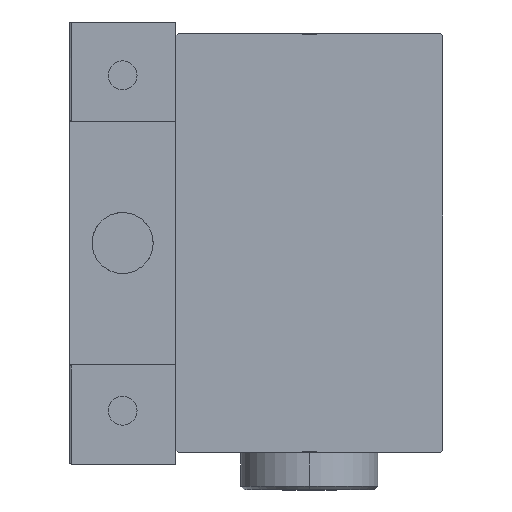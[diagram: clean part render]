
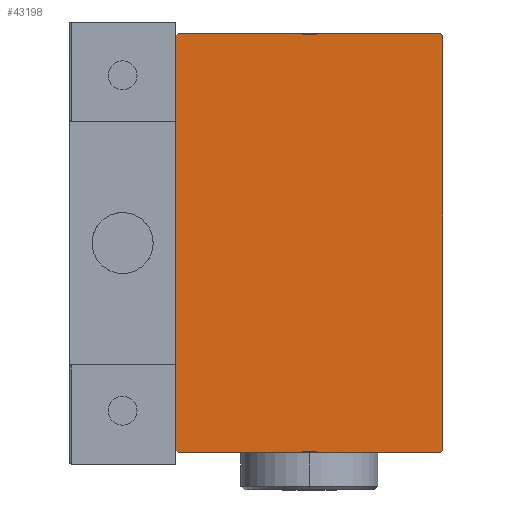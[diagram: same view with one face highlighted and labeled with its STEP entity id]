
A CAD part, left-side view. The second image highlights one B-rep face of the part: STEP entity #43198.
In plain terms, the highlighted face is planar.
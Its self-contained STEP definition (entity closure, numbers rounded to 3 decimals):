
#194 = VERTEX_POINT ( 'NONE', #8138 ) ;
#1655 = ORIENTED_EDGE ( 'NONE', *, *, #8744, .T. ) ;
#2798 = LINE ( 'NONE', #27741, #12825 ) ;
#3508 = EDGE_CURVE ( 'NONE', #194, #41643, #12259, .T. ) ;
#4740 = ORIENTED_EDGE ( 'NONE', *, *, #40803, .T. ) ;
#4991 = VECTOR ( 'NONE', #6470, 1000. ) ;
#6470 = DIRECTION ( 'NONE',  ( 0., 0., -1. ) ) ;
#6679 = DIRECTION ( 'NONE',  ( 0., 0.707, 0.707 ) ) ;
#6964 = EDGE_CURVE ( 'NONE', #38767, #49489, #18455, .T. ) ;
#7204 = CARTESIAN_POINT ( 'NONE',  ( 76., -17.5, -27.2 ) ) ;
#7227 = VERTEX_POINT ( 'NONE', #9670 ) ;
#7518 = VECTOR ( 'NONE', #40596, 1000. ) ;
#7846 = LINE ( 'NONE', #32020, #7518 ) ;
#8138 = CARTESIAN_POINT ( 'NONE',  ( 76., 17.5, -27.2 ) ) ;
#8744 = EDGE_CURVE ( 'NONE', #8852, #8932, #2798, .T. ) ;
#8852 = VERTEX_POINT ( 'NONE', #7204 ) ;
#8932 = VERTEX_POINT ( 'NONE', #38045 ) ;
#9498 = CARTESIAN_POINT ( 'NONE',  ( 76., 17.5, 27.2 ) ) ;
#9670 = CARTESIAN_POINT ( 'NONE',  ( 76., 17.2, -27.5 ) ) ;
#9795 = ORIENTED_EDGE ( 'NONE', *, *, #19519, .T. ) ;
#10145 = ORIENTED_EDGE ( 'NONE', *, *, #19504, .T. ) ;
#12259 = LINE ( 'NONE', #27371, #40220 ) ;
#12323 = EDGE_CURVE ( 'NONE', #7227, #194, #41548, .T. ) ;
#12825 = VECTOR ( 'NONE', #34774, 1000. ) ;
#15678 = DIRECTION ( 'NONE',  ( 0., 0., -1. ) ) ;
#18432 = LINE ( 'NONE', #34288, #38251 ) ;
#18455 = LINE ( 'NONE', #34313, #36973 ) ;
#18924 = CARTESIAN_POINT ( 'NONE',  ( 76., 17.2, 27.5 ) ) ;
#19071 = FACE_OUTER_BOUND ( 'NONE', #26942, .T. ) ;
#19325 = DIRECTION ( 'NONE',  ( 1., 0., 0. ) ) ;
#19504 = EDGE_CURVE ( 'NONE', #37655, #8852, #34556, .T. ) ;
#19519 = EDGE_CURVE ( 'NONE', #8932, #7227, #18432, .T. ) ;
#22856 = ORIENTED_EDGE ( 'NONE', *, *, #3508, .T. ) ;
#23104 = EDGE_CURVE ( 'NONE', #41643, #38767, #44649, .T. ) ;
#23270 = VECTOR ( 'NONE', #37093, 1000. ) ;
#24873 = CARTESIAN_POINT ( 'NONE',  ( 76., 22.35, 22.35 ) ) ;
#26942 = EDGE_LOOP ( 'NONE', ( #9795, #29232, #22856, #29353, #36887, #4740, #10145, #1655 ) ) ;
#27038 = DIRECTION ( 'NONE',  ( 0., -1., 0. ) ) ;
#27371 = CARTESIAN_POINT ( 'NONE',  ( 76., 17.5, -27.5 ) ) ;
#27741 = CARTESIAN_POINT ( 'NONE',  ( 76., -22.35, -22.35 ) ) ;
#29232 = ORIENTED_EDGE ( 'NONE', *, *, #12323, .T. ) ;
#29353 = ORIENTED_EDGE ( 'NONE', *, *, #23104, .T. ) ;
#32020 = CARTESIAN_POINT ( 'NONE',  ( 76., -22.35, 22.35 ) ) ;
#33988 = CARTESIAN_POINT ( 'NONE',  ( 76., 22.35, -22.35 ) ) ;
#34288 = CARTESIAN_POINT ( 'NONE',  ( 76., -17.5, -27.5 ) ) ;
#34313 = CARTESIAN_POINT ( 'NONE',  ( 76., 17.5, 27.5 ) ) ;
#34556 = LINE ( 'NONE', #46018, #4991 ) ;
#34774 = DIRECTION ( 'NONE',  ( 0., 0.707, -0.707 ) ) ;
#34941 = PLANE ( 'NONE',  #45820 ) ;
#35461 = CARTESIAN_POINT ( 'NONE',  ( 76., 0., 0. ) ) ;
#36887 = ORIENTED_EDGE ( 'NONE', *, *, #6964, .T. ) ;
#36973 = VECTOR ( 'NONE', #27038, 1000. ) ;
#37093 = DIRECTION ( 'NONE',  ( 0., -0.707, 0.707 ) ) ;
#37153 = CARTESIAN_POINT ( 'NONE',  ( 76., -17.2, 27.5 ) ) ;
#37655 = VERTEX_POINT ( 'NONE', #48279 ) ;
#38045 = CARTESIAN_POINT ( 'NONE',  ( 76., -17.2, -27.5 ) ) ;
#38251 = VECTOR ( 'NONE', #50186, 1000. ) ;
#38767 = VERTEX_POINT ( 'NONE', #18924 ) ;
#40220 = VECTOR ( 'NONE', #47407, 1000. ) ;
#40476 = VECTOR ( 'NONE', #6679, 1000. ) ;
#40596 = DIRECTION ( 'NONE',  ( 0., -0.707, -0.707 ) ) ;
#40803 = EDGE_CURVE ( 'NONE', #49489, #37655, #7846, .T. ) ;
#41548 = LINE ( 'NONE', #33988, #40476 ) ;
#41643 = VERTEX_POINT ( 'NONE', #9498 ) ;
#43198 = ADVANCED_FACE ( 'NONE', ( #19071 ), #34941, .T. ) ;
#44649 = LINE ( 'NONE', #24873, #23270 ) ;
#45820 = AXIS2_PLACEMENT_3D ( 'NONE', #35461, #19325, #15678 ) ;
#46018 = CARTESIAN_POINT ( 'NONE',  ( 76., -17.5, 27.5 ) ) ;
#47407 = DIRECTION ( 'NONE',  ( 0., 0., 1. ) ) ;
#48279 = CARTESIAN_POINT ( 'NONE',  ( 76., -17.5, 27.2 ) ) ;
#49489 = VERTEX_POINT ( 'NONE', #37153 ) ;
#50186 = DIRECTION ( 'NONE',  ( 0., 1., 0. ) ) ;
